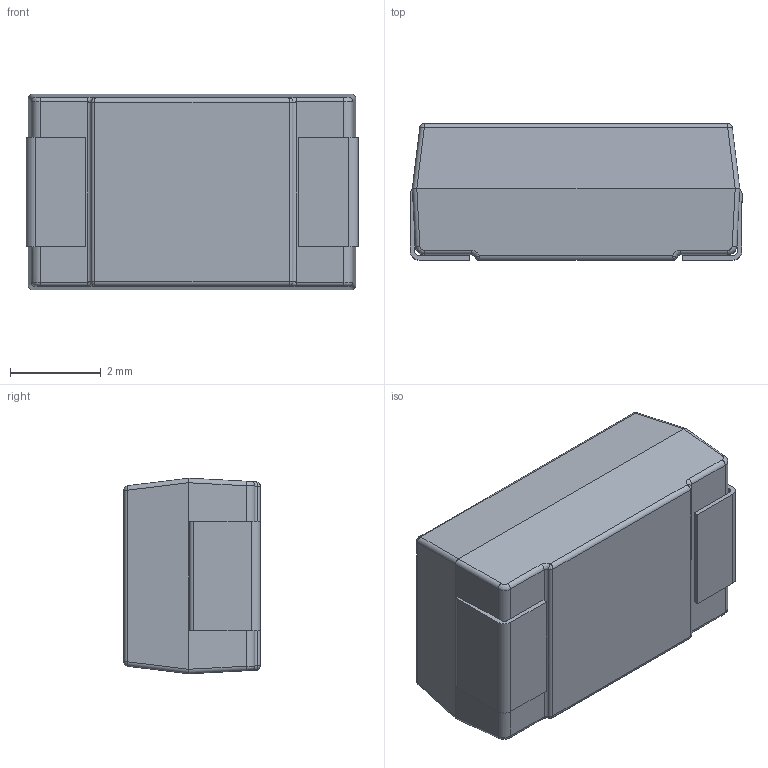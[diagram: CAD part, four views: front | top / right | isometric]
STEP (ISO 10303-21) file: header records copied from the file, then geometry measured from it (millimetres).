
FILE_DESCRIPTION (( 'STEP AP214' ), '1' );
FILE_NAME ('2R5TPF330M7L.STEP', '2022-03-10T02:22:20', ( '' ), ( '' ), 'SwSTEP 2.0', 'SolidWorks 2017', '' );
FILE_SCHEMA (( 'AUTOMOTIVE_DESIGN' ));
Length unit declared in the file: millimetre
Products named in the file (1): 2R5TPF330M7L
Bounding box: 7.3 x 3 x 4.3 mm (x, y, z)
Volume: 88.3 mm3; surface area: 163.1 mm2
Topology: 5 solids, 5 shells, 154 faces, 391 edges, 242 vertices
Faces by surface type: plane 98, cylinder 32, bspline 20, sphere 4
Entity records: 4825 total; most frequent: CARTESIAN_POINT 1268, ORIENTED_EDGE 766, DIRECTION 649, EDGE_CURVE 383, LINE 283, VECTOR 283, VERTEX_POINT 242, AXIS2_PLACEMENT_3D 183
